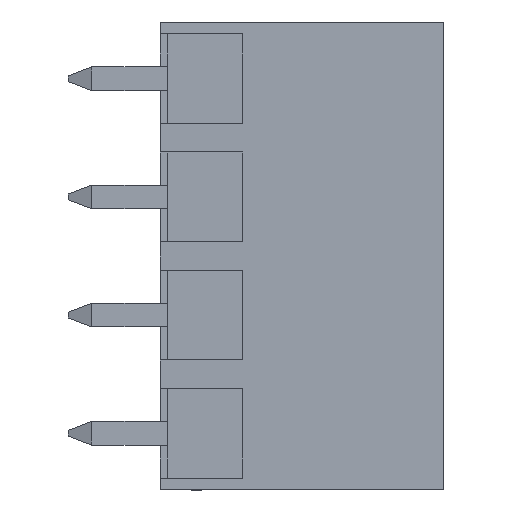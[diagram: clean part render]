
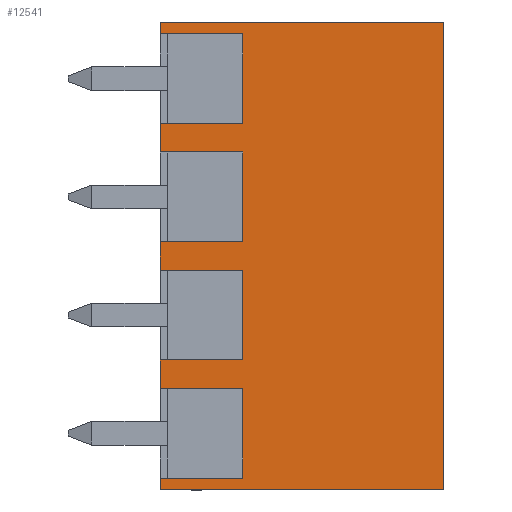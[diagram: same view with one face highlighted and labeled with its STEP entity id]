
A CAD part, front view. The second image highlights one B-rep face of the part: STEP entity #12541.
In plain terms, the highlighted planar face has unit normal (0, -1, 0).
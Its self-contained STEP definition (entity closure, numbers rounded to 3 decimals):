
#3380=CARTESIAN_POINT('',(-2.5,-3.8,2.4));
#3381=VERTEX_POINT('',#3380);
#3388=CARTESIAN_POINT('',(9.5,-3.8,2.4));
#3389=VERTEX_POINT('',#3388);
#3390=CARTESIAN_POINT('',(9.5,-3.8,2.4));
#3391=DIRECTION('',(-1.0,0.0,0.0));
#3392=VECTOR('',#3391,12.);
#3393=LINE('',#3390,#3392);
#3394=EDGE_CURVE('',#3389,#3381,#3393,.T.);
#3620=CARTESIAN_POINT('',(9.5,-3.8,-17.4));
#3621=VERTEX_POINT('',#3620);
#3628=CARTESIAN_POINT('',(-2.5,-3.8,-17.4));
#3629=VERTEX_POINT('',#3628);
#3630=CARTESIAN_POINT('',(-2.5,-3.8,-17.4));
#3631=DIRECTION('',(1.0,0.0,0.0));
#3632=VECTOR('',#3631,12.);
#3633=LINE('',#3630,#3632);
#3634=EDGE_CURVE('',#3629,#3621,#3633,.T.);
#5025=CARTESIAN_POINT('',(1.,-3.8,-13.1));
#5026=VERTEX_POINT('',#5025);
#5033=CARTESIAN_POINT('',(-2.5,-3.8,-13.1));
#5034=VERTEX_POINT('',#5033);
#5035=CARTESIAN_POINT('',(-2.5,-3.8,-13.1));
#5036=DIRECTION('',(1.0,0.0,0.0));
#5037=VECTOR('',#5036,3.5);
#5038=LINE('',#5035,#5037);
#5039=EDGE_CURVE('',#5034,#5026,#5038,.T.);
#5055=CARTESIAN_POINT('',(1.,-3.8,-16.9));
#5056=VERTEX_POINT('',#5055);
#5065=CARTESIAN_POINT('',(1.,-3.8,-13.1));
#5066=DIRECTION('',(0.0,0.0,-1.0));
#5067=VECTOR('',#5066,3.8);
#5068=LINE('',#5065,#5067);
#5069=EDGE_CURVE('',#5026,#5056,#5068,.T.);
#5164=CARTESIAN_POINT('',(-2.5,-3.8,-16.9));
#5165=VERTEX_POINT('',#5164);
#5166=CARTESIAN_POINT('',(1.,-3.8,-16.9));
#5167=DIRECTION('',(-1.0,0.0,0.0));
#5168=VECTOR('',#5167,3.5);
#5169=LINE('',#5166,#5168);
#5170=EDGE_CURVE('',#5056,#5165,#5169,.T.);
#6873=CARTESIAN_POINT('',(1.,-3.8,-8.1));
#6874=VERTEX_POINT('',#6873);
#6881=CARTESIAN_POINT('',(-2.5,-3.8,-8.1));
#6882=VERTEX_POINT('',#6881);
#6883=CARTESIAN_POINT('',(-2.5,-3.8,-8.1));
#6884=DIRECTION('',(1.0,0.0,0.0));
#6885=VECTOR('',#6884,3.5);
#6886=LINE('',#6883,#6885);
#6887=EDGE_CURVE('',#6882,#6874,#6886,.T.);
#6903=CARTESIAN_POINT('',(1.,-3.8,-11.9));
#6904=VERTEX_POINT('',#6903);
#6913=CARTESIAN_POINT('',(1.,-3.8,-8.1));
#6914=DIRECTION('',(0.0,0.0,-1.0));
#6915=VECTOR('',#6914,3.8);
#6916=LINE('',#6913,#6915);
#6917=EDGE_CURVE('',#6874,#6904,#6916,.T.);
#7012=CARTESIAN_POINT('',(-2.5,-3.8,-11.9));
#7013=VERTEX_POINT('',#7012);
#7014=CARTESIAN_POINT('',(1.,-3.8,-11.9));
#7015=DIRECTION('',(-1.0,0.0,0.0));
#7016=VECTOR('',#7015,3.5);
#7017=LINE('',#7014,#7016);
#7018=EDGE_CURVE('',#6904,#7013,#7017,.T.);
#8877=CARTESIAN_POINT('',(1.,-3.8,-3.1));
#8878=VERTEX_POINT('',#8877);
#8885=CARTESIAN_POINT('',(-2.5,-3.8,-3.1));
#8886=VERTEX_POINT('',#8885);
#8887=CARTESIAN_POINT('',(-2.5,-3.8,-3.1));
#8888=DIRECTION('',(1.0,0.0,0.0));
#8889=VECTOR('',#8888,3.5);
#8890=LINE('',#8887,#8889);
#8891=EDGE_CURVE('',#8886,#8878,#8890,.T.);
#8907=CARTESIAN_POINT('',(1.,-3.8,-6.9));
#8908=VERTEX_POINT('',#8907);
#8917=CARTESIAN_POINT('',(1.,-3.8,-3.1));
#8918=DIRECTION('',(0.0,0.0,-1.0));
#8919=VECTOR('',#8918,3.8);
#8920=LINE('',#8917,#8919);
#8921=EDGE_CURVE('',#8878,#8908,#8920,.T.);
#9016=CARTESIAN_POINT('',(-2.5,-3.8,-6.9));
#9017=VERTEX_POINT('',#9016);
#9018=CARTESIAN_POINT('',(1.,-3.8,-6.9));
#9019=DIRECTION('',(-1.0,0.0,0.0));
#9020=VECTOR('',#9019,3.5);
#9021=LINE('',#9018,#9020);
#9022=EDGE_CURVE('',#8908,#9017,#9021,.T.);
#10881=CARTESIAN_POINT('',(1.,-3.8,1.9));
#10882=VERTEX_POINT('',#10881);
#10889=CARTESIAN_POINT('',(-2.5,-3.8,1.9));
#10890=VERTEX_POINT('',#10889);
#10891=CARTESIAN_POINT('',(-2.5,-3.8,1.9));
#10892=DIRECTION('',(1.0,0.0,0.0));
#10893=VECTOR('',#10892,3.5);
#10894=LINE('',#10891,#10893);
#10895=EDGE_CURVE('',#10890,#10882,#10894,.T.);
#10911=CARTESIAN_POINT('',(1.,-3.8,-1.9));
#10912=VERTEX_POINT('',#10911);
#10921=CARTESIAN_POINT('',(1.,-3.8,1.9));
#10922=DIRECTION('',(0.0,0.0,-1.0));
#10923=VECTOR('',#10922,3.8);
#10924=LINE('',#10921,#10923);
#10925=EDGE_CURVE('',#10882,#10912,#10924,.T.);
#11020=CARTESIAN_POINT('',(-2.5,-3.8,-1.9));
#11021=VERTEX_POINT('',#11020);
#11022=CARTESIAN_POINT('',(1.,-3.8,-1.9));
#11023=DIRECTION('',(-1.0,0.0,0.0));
#11024=VECTOR('',#11023,3.5);
#11025=LINE('',#11022,#11024);
#11026=EDGE_CURVE('',#10912,#11021,#11025,.T.);
#11054=CARTESIAN_POINT('',(-2.5,-3.8,-17.4));
#11055=DIRECTION('',(0.0,0.0,1.0));
#11056=VECTOR('',#11055,0.5);
#11057=LINE('',#11054,#11056);
#11058=EDGE_CURVE('',#3629,#5165,#11057,.T.);
#11063=CARTESIAN_POINT('',(-2.5,-3.8,-13.1));
#11064=DIRECTION('',(0.0,0.0,1.0));
#11065=VECTOR('',#11064,1.2);
#11066=LINE('',#11063,#11065);
#11067=EDGE_CURVE('',#5034,#7013,#11066,.T.);
#11072=CARTESIAN_POINT('',(-2.5,-3.8,-8.1));
#11073=DIRECTION('',(0.0,0.0,1.0));
#11074=VECTOR('',#11073,1.2);
#11075=LINE('',#11072,#11074);
#11076=EDGE_CURVE('',#6882,#9017,#11075,.T.);
#11081=CARTESIAN_POINT('',(-2.5,-3.8,-3.1));
#11082=DIRECTION('',(0.0,0.0,1.0));
#11083=VECTOR('',#11082,1.2);
#11084=LINE('',#11081,#11083);
#11085=EDGE_CURVE('',#8886,#11021,#11084,.T.);
#11090=CARTESIAN_POINT('',(-2.5,-3.8,1.9));
#11091=DIRECTION('',(0.0,0.0,1.0));
#11092=VECTOR('',#11091,0.5);
#11093=LINE('',#11090,#11092);
#11094=EDGE_CURVE('',#10890,#3381,#11093,.T.);
#12433=CARTESIAN_POINT('',(9.5,-3.8,-17.4));
#12434=DIRECTION('',(0.0,0.0,1.0));
#12435=VECTOR('',#12434,19.8);
#12436=LINE('',#12433,#12435);
#12437=EDGE_CURVE('',#3621,#3389,#12436,.T.);
#12514=CARTESIAN_POINT('',(9.5,-3.8,0.0));
#12515=DIRECTION('',(0.0,-1.0,0.0));
#12516=DIRECTION('',(0.0,0.0,-1.0));
#12517=AXIS2_PLACEMENT_3D('',#12514,#12515,#12516);
#12518=PLANE('',#12517);
#12519=ORIENTED_EDGE('',*,*,#3394,.T.);
#12520=ORIENTED_EDGE('',*,*,#11094,.F.);
#12521=ORIENTED_EDGE('',*,*,#10895,.T.);
#12522=ORIENTED_EDGE('',*,*,#10925,.T.);
#12523=ORIENTED_EDGE('',*,*,#11026,.T.);
#12524=ORIENTED_EDGE('',*,*,#11085,.F.);
#12525=ORIENTED_EDGE('',*,*,#8891,.T.);
#12526=ORIENTED_EDGE('',*,*,#8921,.T.);
#12527=ORIENTED_EDGE('',*,*,#9022,.T.);
#12528=ORIENTED_EDGE('',*,*,#11076,.F.);
#12529=ORIENTED_EDGE('',*,*,#6887,.T.);
#12530=ORIENTED_EDGE('',*,*,#6917,.T.);
#12531=ORIENTED_EDGE('',*,*,#7018,.T.);
#12532=ORIENTED_EDGE('',*,*,#11067,.F.);
#12533=ORIENTED_EDGE('',*,*,#5039,.T.);
#12534=ORIENTED_EDGE('',*,*,#5069,.T.);
#12535=ORIENTED_EDGE('',*,*,#5170,.T.);
#12536=ORIENTED_EDGE('',*,*,#11058,.F.);
#12537=ORIENTED_EDGE('',*,*,#3634,.T.);
#12538=ORIENTED_EDGE('',*,*,#12437,.T.);
#12539=EDGE_LOOP('',(#12519,#12520,#12521,#12522,#12523,#12524,#12525,#12526,#12527,#12528,#12529,#12530,#12531,#12532,#12533,#12534,#12535,#12536,#12537,#12538));
#12540=FACE_OUTER_BOUND('',#12539,.T.);
#12541=ADVANCED_FACE('',(#12540),#12518,.T.);
